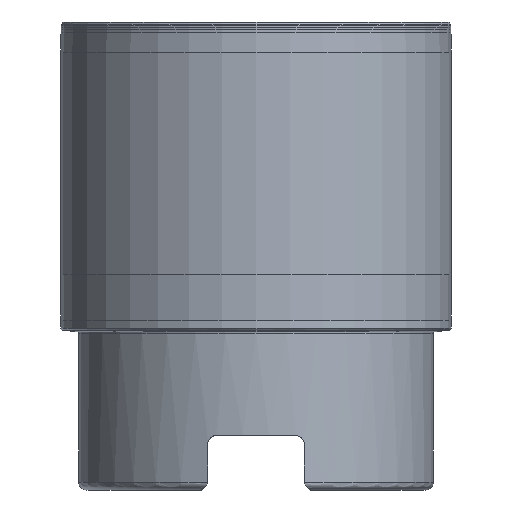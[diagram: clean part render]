
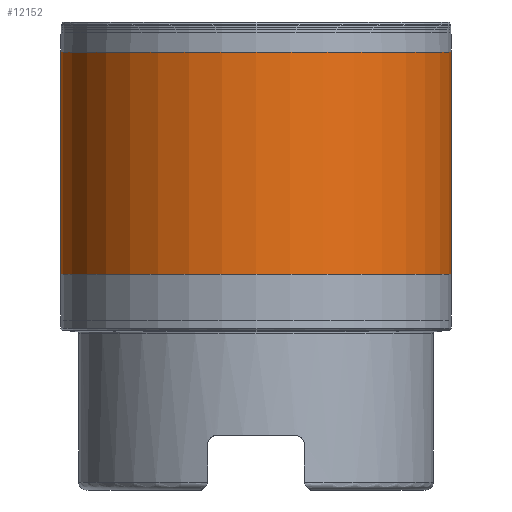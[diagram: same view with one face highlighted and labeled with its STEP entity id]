
A CAD part, left-side view. The second image highlights one B-rep face of the part: STEP entity #12152.
In plain terms, the highlighted cylindrical face has radius 25.061 mm (diameter 50.122 mm), a partial arc.
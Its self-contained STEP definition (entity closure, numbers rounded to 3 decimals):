
#1938=CARTESIAN_POINT('',(0.,25.061,56.141));
#1971=CARTESIAN_POINT('',(0.,-25.061,56.141));
#2004=CARTESIAN_POINT('',(0.,0.,56.141));
#2005=DIRECTION('',(0.,0.,1.));
#2006=DIRECTION('',(0.,1.,0.));
#2007=AXIS2_PLACEMENT_3D('',#2004,#2005,#2006);
#6422=CARTESIAN_POINT('',(0.,25.061,27.641));
#6455=CARTESIAN_POINT('',(0.,-25.061,27.641));
#6472=DIRECTION('',(0.,0.,1.));
#6473=VECTOR('',#6472,28.5);
#6474=CARTESIAN_POINT('',(0.,25.061,27.641));
#6475=LINE('',#6474,#6473);
#6476=DIRECTION('',(0.,0.,1.));
#6477=VECTOR('',#6476,28.5);
#6478=CARTESIAN_POINT('',(0.,-25.061,27.641));
#6479=LINE('',#6478,#6477);
#6480=CARTESIAN_POINT('',(0.,0.,27.641));
#6481=DIRECTION('',(0.,0.,1.));
#6482=DIRECTION('',(0.,1.,0.));
#6483=AXIS2_PLACEMENT_3D('',#6480,#6481,#6482);
#6485=VERTEX_POINT('',#1938);
#6550=VERTEX_POINT('',#6422);
#6551=VERTEX_POINT('',#1971);
#6616=VERTEX_POINT('',#6455);
#12141=CARTESIAN_POINT('',(0.,0.,62.049));
#12142=DIRECTION('',(0.,0.,-1.));
#12143=DIRECTION('',(0.,-1.,0.));
#12144=AXIS2_PLACEMENT_3D('',#12141,#12142,#12143);
#12145=CYLINDRICAL_SURFACE('',#12144,25.061);
#12146=ORIENTED_EDGE('',*,*,#12132,.T.);
#12147=ORIENTED_EDGE('',*,*,#6706,.T.);
#12148=ORIENTED_EDGE('',*,*,#12135,.F.);
#12149=ORIENTED_EDGE('',*,*,#12074,.F.);
#12150=EDGE_LOOP('',(#12146,#12147,#12148,#12149));
#12151=FACE_OUTER_BOUND('',#12150,.F.);
#12152=ADVANCED_FACE('',(#12151),#12145,.T.);
#2008=CIRCLE('',#2007,25.061);
#6484=CIRCLE('',#6483,25.061);
#6706=EDGE_CURVE('',#6485,#6551,#2008,.T.);
#12074=EDGE_CURVE('',#6550,#6616,#6484,.T.);
#12132=EDGE_CURVE('',#6550,#6485,#6475,.T.);
#12135=EDGE_CURVE('',#6616,#6551,#6479,.T.);
